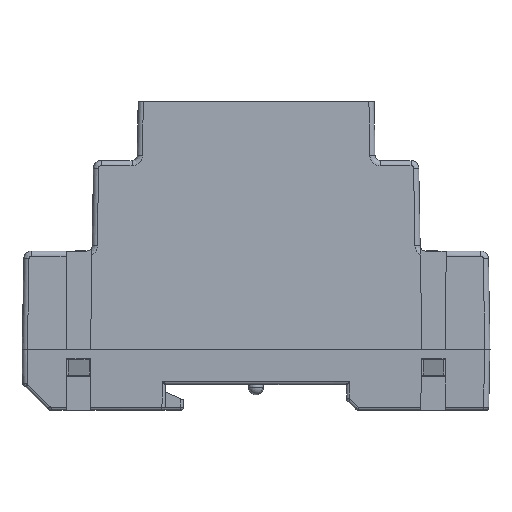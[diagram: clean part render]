
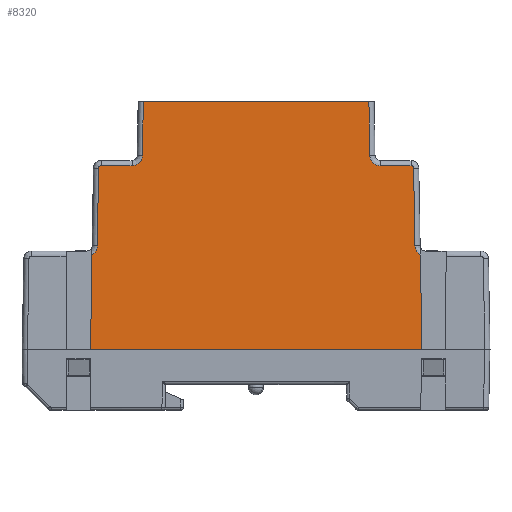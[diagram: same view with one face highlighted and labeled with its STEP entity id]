
A CAD part, left-side view. The second image highlights one B-rep face of the part: STEP entity #8320.
In plain terms, the highlighted planar face has unit normal (-1, 0, 0.013).
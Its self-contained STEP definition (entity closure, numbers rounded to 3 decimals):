
#1291=PLANE('',#26540);
#2266=LINE('',#36137,#5500);
#2267=LINE('',#36165,#5501);
#2268=LINE('',#36167,#5502);
#2269=LINE('',#36181,#5503);
#5500=VECTOR('',#28890,1.);
#5501=VECTOR('',#28893,1.);
#5502=VECTOR('',#28894,1.);
#5503=VECTOR('',#28895,1.);
#8320=ADVANCED_FACE('',(#9163),#1291,.T.);
#9163=FACE_OUTER_BOUND('',#9973,.T.);
#9973=EDGE_LOOP('',(#12191,#12192,#12193,#12194,#12195,#12196,#12197,#12198,
#12199,#12200,#12201,#12202,#12203,#12204,#12205,#12206));
#10852=B_SPLINE_CURVE_WITH_KNOTS('',3,(#36015,#36016,#36017,#36018,#36019,
#36020),.UNSPECIFIED.,.F.,.F.,(4,2,4),(0.,0.5,1.),.UNSPECIFIED.);
#10855=B_SPLINE_CURVE_WITH_KNOTS('',3,(#36086,#36087,#36088,#36089),
 .UNSPECIFIED.,.F.,.F.,(4,4),(0.,1.),.UNSPECIFIED.);
#10858=B_SPLINE_CURVE_WITH_KNOTS('',3,(#36104,#36105,#36106,#36107),
 .UNSPECIFIED.,.F.,.F.,(4,4),(0.,1.),.UNSPECIFIED.);
#10861=B_SPLINE_CURVE_WITH_KNOTS('',3,(#36139,#36140,#36141,#36142),
 .UNSPECIFIED.,.F.,.F.,(4,4),(0.,1.),.UNSPECIFIED.);
#10862=B_SPLINE_CURVE_WITH_KNOTS('',3,(#36145,#36146,#36147,#36148),
 .UNSPECIFIED.,.F.,.F.,(4,4),(0.,1.),.UNSPECIFIED.);
#10863=B_SPLINE_CURVE_WITH_KNOTS('',3,(#36150,#36151,#36152,#36153),
 .UNSPECIFIED.,.F.,.F.,(4,4),(0.,1.),.UNSPECIFIED.);
#10864=B_SPLINE_CURVE_WITH_KNOTS('',3,(#36155,#36156,#36157,#36158),
 .UNSPECIFIED.,.F.,.F.,(4,4),(0.,1.),.UNSPECIFIED.);
#10865=B_SPLINE_CURVE_WITH_KNOTS('',3,(#36160,#36161,#36162,#36163),
 .UNSPECIFIED.,.F.,.F.,(4,4),(0.,1.),.UNSPECIFIED.);
#10866=B_SPLINE_CURVE_WITH_KNOTS('',3,(#36168,#36169,#36170,#36171),
 .UNSPECIFIED.,.F.,.F.,(4,4),(0.,1.),.UNSPECIFIED.);
#10867=B_SPLINE_CURVE_WITH_KNOTS('',3,(#36172,#36173,#36174,#36175),
 .UNSPECIFIED.,.F.,.F.,(4,4),(0.,1.),.UNSPECIFIED.);
#10868=B_SPLINE_CURVE_WITH_KNOTS('',3,(#36176,#36177,#36178,#36179),
 .UNSPECIFIED.,.F.,.F.,(4,4),(0.,1.),.UNSPECIFIED.);
#10869=B_SPLINE_CURVE_WITH_KNOTS('',3,(#36183,#36184,#36185,#36186),
 .UNSPECIFIED.,.F.,.F.,(4,4),(0.,1.),.UNSPECIFIED.);
#12191=ORIENTED_EDGE('',*,*,#21830,.T.);
#12192=ORIENTED_EDGE('',*,*,#21831,.T.);
#12193=ORIENTED_EDGE('',*,*,#21832,.T.);
#12194=ORIENTED_EDGE('',*,*,#21833,.T.);
#12195=ORIENTED_EDGE('',*,*,#21834,.T.);
#12196=ORIENTED_EDGE('',*,*,#21835,.T.);
#12197=ORIENTED_EDGE('',*,*,#21836,.T.);
#12198=ORIENTED_EDGE('',*,*,#21829,.T.);
#12199=ORIENTED_EDGE('',*,*,#21837,.T.);
#12200=ORIENTED_EDGE('',*,*,#21823,.T.);
#12201=ORIENTED_EDGE('',*,*,#21838,.T.);
#12202=ORIENTED_EDGE('',*,*,#21820,.T.);
#12203=ORIENTED_EDGE('',*,*,#21817,.T.);
#12204=ORIENTED_EDGE('',*,*,#21839,.T.);
#12205=ORIENTED_EDGE('',*,*,#21840,.F.);
#12206=ORIENTED_EDGE('',*,*,#21841,.T.);
#18075=VERTEX_POINT('',#36013);
#18077=VERTEX_POINT('',#36021);
#18078=VERTEX_POINT('',#36090);
#18079=VERTEX_POINT('',#36103);
#18080=VERTEX_POINT('',#36108);
#18081=VERTEX_POINT('',#36115);
#18084=VERTEX_POINT('',#36136);
#18085=VERTEX_POINT('',#36143);
#18086=VERTEX_POINT('',#36144);
#18087=VERTEX_POINT('',#36149);
#18088=VERTEX_POINT('',#36154);
#18089=VERTEX_POINT('',#36159);
#18090=VERTEX_POINT('',#36164);
#18091=VERTEX_POINT('',#36166);
#18092=VERTEX_POINT('',#36180);
#18093=VERTEX_POINT('',#36182);
#21817=EDGE_CURVE('',#18077,#18075,#10852,.T.);
#21820=EDGE_CURVE('',#18078,#18077,#10855,.T.);
#21823=EDGE_CURVE('',#18080,#18079,#10858,.T.);
#21829=EDGE_CURVE('',#18081,#18084,#2266,.T.);
#21830=EDGE_CURVE('',#18085,#18086,#10861,.T.);
#21831=EDGE_CURVE('',#18086,#18087,#10862,.T.);
#21832=EDGE_CURVE('',#18087,#18088,#10863,.T.);
#21833=EDGE_CURVE('',#18088,#18089,#10864,.T.);
#21834=EDGE_CURVE('',#18089,#18090,#10865,.T.);
#21835=EDGE_CURVE('',#18090,#18091,#2267,.T.);
#21836=EDGE_CURVE('',#18091,#18081,#2268,.T.);
#21837=EDGE_CURVE('',#18084,#18080,#10866,.T.);
#21838=EDGE_CURVE('',#18079,#18078,#10867,.T.);
#21839=EDGE_CURVE('',#18075,#18092,#10868,.T.);
#21840=EDGE_CURVE('',#18093,#18092,#2269,.T.);
#21841=EDGE_CURVE('',#18093,#18085,#10869,.T.);
#26540=AXIS2_PLACEMENT_3D('',#36187,#28896,#28897);
#28890=DIRECTION('',(0.013,0.009,1.));
#28893=DIRECTION('',(-0.013,0.009,-1.));
#28894=DIRECTION('',(0.,-1.,0.));
#28895=DIRECTION('',(0.,-1.,0.));
#28896=DIRECTION('',(-1.,0.,0.013));
#28897=DIRECTION('',(0.013,0.,1.));
#36013=CARTESIAN_POINT('',(-18.322,-22.022,38.165));
#36015=CARTESIAN_POINT('',(-18.347,-24.022,36.2));
#36016=CARTESIAN_POINT('',(-18.347,-23.455,36.211));
#36017=CARTESIAN_POINT('',(-18.345,-22.993,36.416));
#36018=CARTESIAN_POINT('',(-18.336,-22.282,37.098));
#36019=CARTESIAN_POINT('',(-18.33,-22.048,37.562));
#36020=CARTESIAN_POINT('',(-18.322,-22.022,38.165));
#36021=CARTESIAN_POINT('',(-18.347,-24.022,36.2));
#36086=CARTESIAN_POINT('',(-18.347,-29.991,36.2));
#36087=CARTESIAN_POINT('',(-18.347,-28.001,36.2));
#36088=CARTESIAN_POINT('',(-18.347,-26.012,36.2));
#36089=CARTESIAN_POINT('',(-18.347,-24.022,36.2));
#36090=CARTESIAN_POINT('',(-18.347,-29.991,36.2));
#36103=CARTESIAN_POINT('',(-18.354,-30.491,35.709));
#36104=CARTESIAN_POINT('',(-18.551,-30.753,20.665));
#36105=CARTESIAN_POINT('',(-18.485,-30.666,25.68));
#36106=CARTESIAN_POINT('',(-18.419,-30.578,30.694));
#36107=CARTESIAN_POINT('',(-18.354,-30.491,35.709));
#36108=CARTESIAN_POINT('',(-18.551,-30.753,20.665));
#36115=CARTESIAN_POINT('',(-18.812,-32.016,0.687));
#36136=CARTESIAN_POINT('',(-18.574,-31.857,18.912));
#36137=CARTESIAN_POINT('',(-18.812,-32.016,0.687));
#36139=CARTESIAN_POINT('',(-18.322,21.982,38.165));
#36140=CARTESIAN_POINT('',(-18.336,22.014,37.093));
#36141=CARTESIAN_POINT('',(-18.347,22.761,36.229));
#36142=CARTESIAN_POINT('',(-18.347,23.981,36.2));
#36143=CARTESIAN_POINT('',(-18.322,21.982,38.165));
#36144=CARTESIAN_POINT('',(-18.347,23.981,36.2));
#36145=CARTESIAN_POINT('',(-18.347,23.981,36.2));
#36146=CARTESIAN_POINT('',(-18.347,25.971,36.2));
#36147=CARTESIAN_POINT('',(-18.347,27.96,36.2));
#36148=CARTESIAN_POINT('',(-18.347,29.95,36.2));
#36149=CARTESIAN_POINT('',(-18.347,29.95,36.2));
#36150=CARTESIAN_POINT('',(-18.347,29.95,36.2));
#36151=CARTESIAN_POINT('',(-18.347,30.218,36.195));
#36152=CARTESIAN_POINT('',(-18.35,30.434,36.002));
#36153=CARTESIAN_POINT('',(-18.354,30.45,35.709));
#36154=CARTESIAN_POINT('',(-18.354,30.45,35.709));
#36155=CARTESIAN_POINT('',(-18.354,30.45,35.709));
#36156=CARTESIAN_POINT('',(-18.419,30.538,30.694));
#36157=CARTESIAN_POINT('',(-18.485,30.625,25.68));
#36158=CARTESIAN_POINT('',(-18.551,30.713,20.665));
#36159=CARTESIAN_POINT('',(-18.551,30.713,20.665));
#36160=CARTESIAN_POINT('',(-18.551,30.713,20.665));
#36161=CARTESIAN_POINT('',(-18.56,30.722,19.974));
#36162=CARTESIAN_POINT('',(-18.569,31.12,19.271));
#36163=CARTESIAN_POINT('',(-18.574,31.816,18.912));
#36164=CARTESIAN_POINT('',(-18.574,31.816,18.912));
#36165=CARTESIAN_POINT('',(-18.574,31.816,18.912));
#36166=CARTESIAN_POINT('',(-18.812,31.975,0.687));
#36167=CARTESIAN_POINT('',(-18.812,31.975,0.687));
#36168=CARTESIAN_POINT('',(-18.574,-31.857,18.912));
#36169=CARTESIAN_POINT('',(-18.57,-31.241,19.217));
#36170=CARTESIAN_POINT('',(-18.561,-30.777,19.88));
#36171=CARTESIAN_POINT('',(-18.551,-30.753,20.665));
#36172=CARTESIAN_POINT('',(-18.354,-30.491,35.709));
#36173=CARTESIAN_POINT('',(-18.35,-30.486,35.968));
#36174=CARTESIAN_POINT('',(-18.347,-30.255,36.2));
#36175=CARTESIAN_POINT('',(-18.347,-29.991,36.2));
#36176=CARTESIAN_POINT('',(-18.322,-22.022,38.165));
#36177=CARTESIAN_POINT('',(-18.276,-21.962,41.639));
#36178=CARTESIAN_POINT('',(-18.231,-21.901,45.113));
#36179=CARTESIAN_POINT('',(-18.185,-21.841,48.587));
#36180=CARTESIAN_POINT('',(-18.185,-21.841,48.587));
#36181=CARTESIAN_POINT('',(-18.185,-0.02,48.587));
#36182=CARTESIAN_POINT('',(-18.185,21.8,48.587));
#36183=CARTESIAN_POINT('',(-18.185,21.8,48.587));
#36184=CARTESIAN_POINT('',(-18.231,21.86,45.113));
#36185=CARTESIAN_POINT('',(-18.276,21.921,41.639));
#36186=CARTESIAN_POINT('',(-18.322,21.982,38.165));
#36187=CARTESIAN_POINT('',(-18.499,-0.02,24.637));
